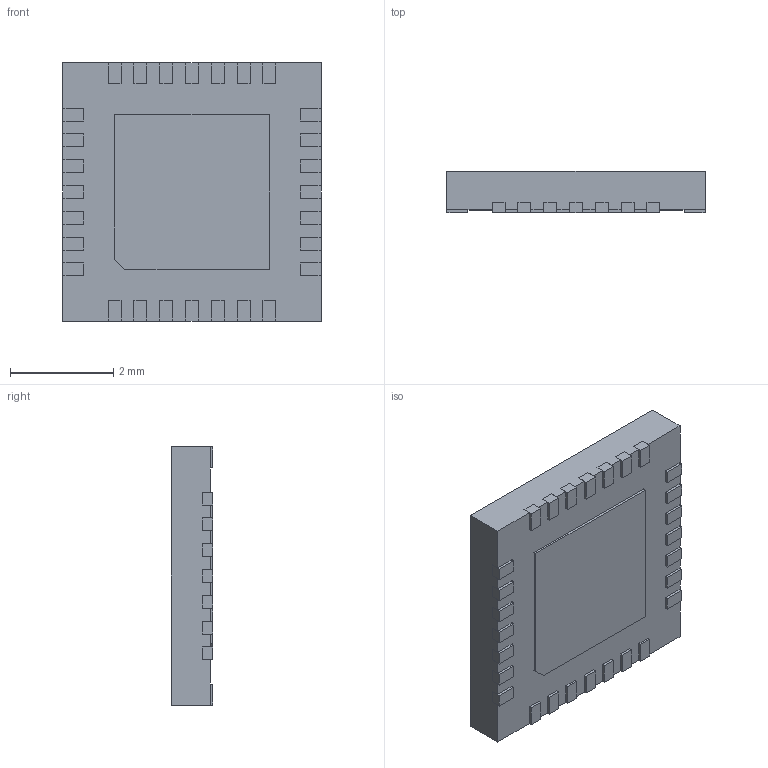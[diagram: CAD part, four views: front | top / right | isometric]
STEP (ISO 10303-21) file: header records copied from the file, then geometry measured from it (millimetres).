
FILE_DESCRIPTION(/* description */ ('STEP AP242','CAx-IF Rec.Pracs.---Representation and Presentation of Product Manufacturing Information (PMI)---4.0---2014-10-13','CAx-IF Rec.Pracs.---3D Tessellated Geometry---0.4---2014-09-14','2;1'),/* implementation_level */ '2;1');
FILE_NAME(/* name */ '63dfacb99ea27f3c5fd59326',/* time_stamp */ '2023-02-05T13:18:51+00:00',/* author */ (''),/* organization */ (''),/* preprocessor_version */ 'ST-DEVELOPER v18.102',/* originating_system */ ' ',/* authorisation */ ' ');
FILE_SCHEMA (('AP242_MANAGED_MODEL_BASED_3D_ENGINEERING_MIM_LF { 1 0 10303 442 1 1 4 }'));
Length unit declared in the file: metre
Products named in the file (30): RSG28
Bounding box: 5 x 0.8 x 5 mm (x, y, z)
Volume: 19.3 mm3; surface area: 103.4 mm2
Topology: 30 solids, 30 shells, 301 faces, 717 edges, 478 vertices
Faces by surface type: plane 300, cylinder 1
Full cylindrical faces by diameter (mm): 0.3 x1
Entity records: 9264 total; most frequent: CARTESIAN_POINT 1525, ORIENTED_EDGE 1432, DIRECTION 1380, EDGE_CURVE 716, LINE 714, VECTOR 714, VERTEX_POINT 478, AXIS2_PLACEMENT_3D 333
